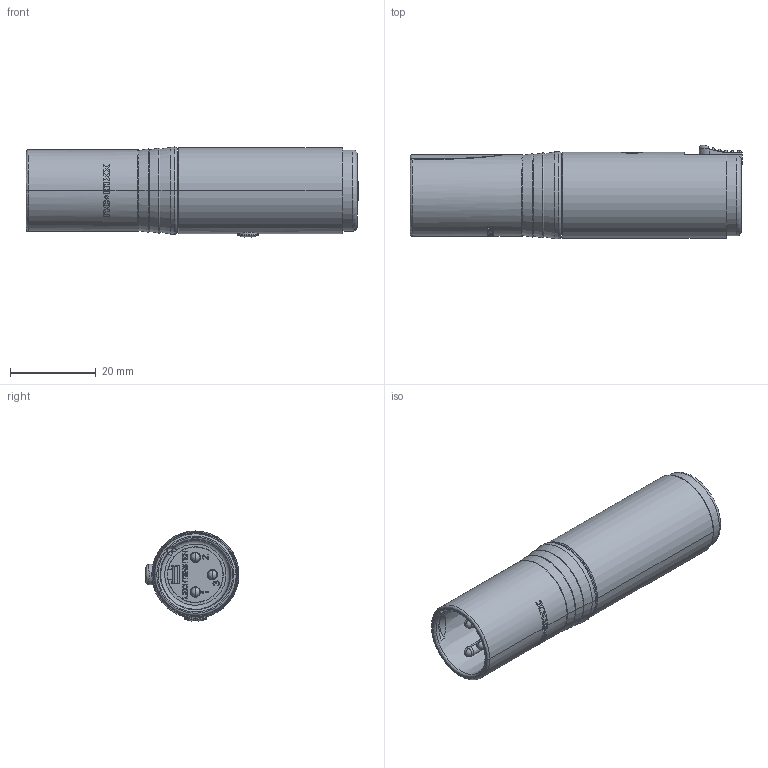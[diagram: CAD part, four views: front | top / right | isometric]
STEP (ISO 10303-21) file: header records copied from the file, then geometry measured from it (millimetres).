
FILE_DESCRIPTION((''),'2;1');
FILE_NAME('NA3MJ','2019-05-02T',('odo'),(''),'CREO PARAMETRIC BY PTC INC, 2018360','CREO PARAMETRIC BY PTC INC, 2018360','');
FILE_SCHEMA(('CONFIG_CONTROL_DESIGN'));
Length unit declared in the file: millimetre
Products named in the file (1): NA3MJ
Bounding box: 77.35 x 21.9 x 20.97 mm (x, y, z)
Volume: 20183.1 mm3; surface area: 6808 mm2
Topology: 1 solids, 1 shells, 726 faces, 1956 edges, 1271 vertices
Faces by surface type: plane 483, cylinder 91, extrusion 57, torus 33, bspline 28, cone 18, sphere 16
Entity records: 25249 total; most frequent: CARTESIAN_POINT 7604, ORIENTED_EDGE 3900, DIRECTION 3185, EDGE_CURVE 1950, VECTOR 1391, LINE 1334, VERTEX_POINT 1271, AXIS2_PLACEMENT_3D 897
